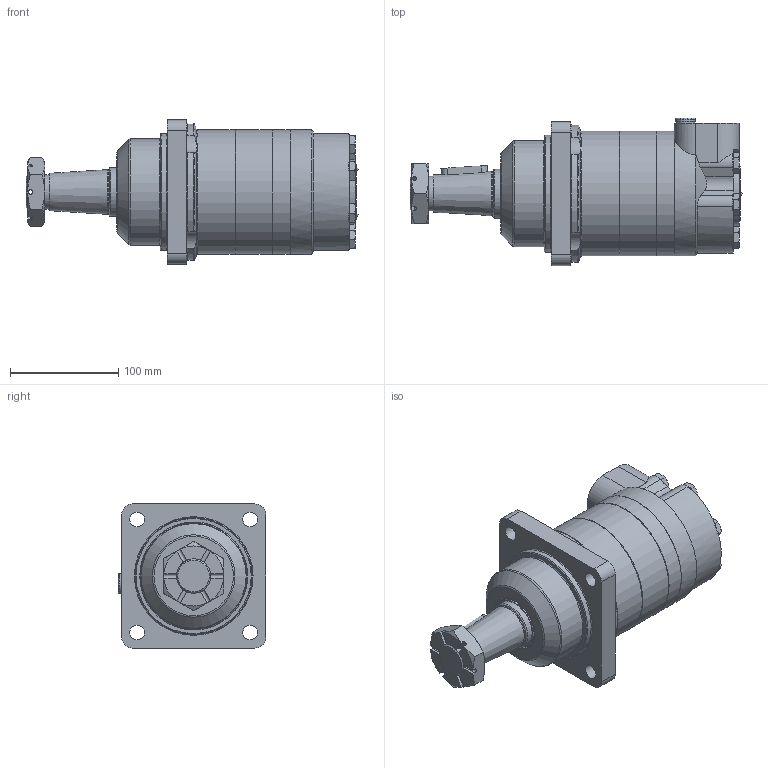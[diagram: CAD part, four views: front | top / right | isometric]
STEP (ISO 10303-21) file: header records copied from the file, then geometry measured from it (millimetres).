
FILE_DESCRIPTION( ( 'STEP AP214' ), '1' );
FILE_NAME( 'MTKW250T21LSVP.stp', '2019-11-15T09:13:44', ( '' ), ( '' ), ' ', 'PARTsolutions', ' ' );
FILE_SCHEMA( ( 'AUTOMOTIVE_DESIGN { 1 0 10303 214 1 1 1 1 }' ) );
Length unit declared in the file: millimetre
Products named in the file (7): MTKW250T21LSVP; _MTKCWF; _MTKTSH; _250D; _MTKDP; _MTK1P; HI_Hexagon bolt DIN 931-1 M10x1000
Assembly tree (12 placements, depth 2):
  MTKW250T21LSVP
    _MTKCWF
    _MTKTSH
    _250D
    _MTKDP
    _MTK1P
    HI_Hexagon bolt DIN 931-1 M10x1000  x7
Bounding box: 306.5 x 136.13 x 133 mm (x, y, z)
Volume: 2357417 mm3; surface area: 280780.1 mm2
Topology: 12 solids, 14 shells, 401 faces, 951 edges, 604 vertices
Faces by surface type: plane 160, cylinder 112, cone 100, torus 25, sphere 4
Full cylindrical faces by diameter (mm): 4 x4, 7 x1, 8.376 x7, 10 x7, 10.4 x20, 11 x1, 11.445 x1, 13 x1, 13.6 x4, 16 x7, 17 x1, 18 x1, 20 x1, 24.117 x2, 26 x1, 31.75 x2, 41.275 x1, 45 x2, 50 x1, 52 x1, 98 x1, 107.9 x1, 115 x3
Entity records: 10935 total; most frequent: CARTESIAN_POINT 2367, DIRECTION 1288, ORIENTED_EDGE 1108, AXIS2_PLACEMENT_3D 556, EDGE_CURVE 554, EDGE_LOOP 459, VERTEX_POINT 428, FACE_OUTER_BOUND 351
